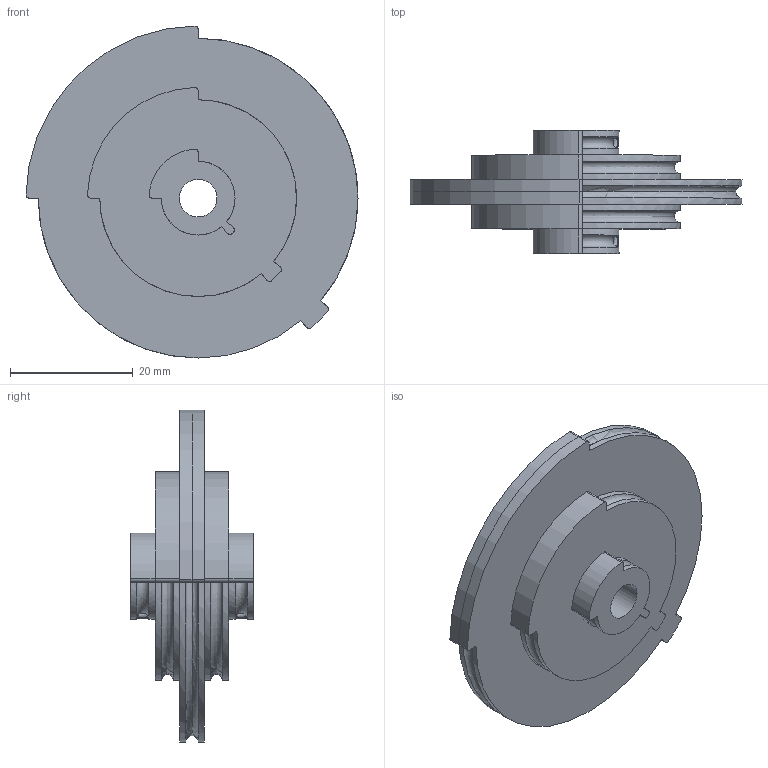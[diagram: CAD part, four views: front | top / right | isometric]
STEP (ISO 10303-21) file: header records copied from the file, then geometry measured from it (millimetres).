
FILE_DESCRIPTION(/* description */ (''),/* implementation_level */ '2;1');
FILE_NAME(/* name */ 'Multi Moment Arms (MMA) v5.step',/* time_stamp */ '2020-02-25T19:11:26-08:00',/* author */ (''),/* organization */ (''),/* preprocessor_version */ 'ST-DEVELOPER v18',/* originating_system */ 'Autodesk Translation Framework v8.12.0.6',/* authorisation */ '');
FILE_SCHEMA (('AUTOMOTIVE_DESIGN { 1 0 10303 214 3 1 1 }'));
Length unit declared in the file: millimetre
Products named in the file (1): Multi Moment Arms (MMA)
Bounding box: 54 x 20 x 54 mm (x, y, z)
Volume: 15421.6 mm3; surface area: 11739.2 mm2
Topology: 2 solids, 2 shells, 138 faces, 400 edges, 258 vertices
Faces by surface type: cylinder 58, plane 52, bspline 22, torus 6
Full cylindrical faces by diameter (mm): 6.096 x2
Entity records: 7807 total; most frequent: CARTESIAN_POINT 4235, ORIENTED_EDGE 800, DIRECTION 678, EDGE_CURVE 400, AXIS2_PLACEMENT_3D 265, VERTEX_POINT 258, EDGE_LOOP 150, LINE 148
